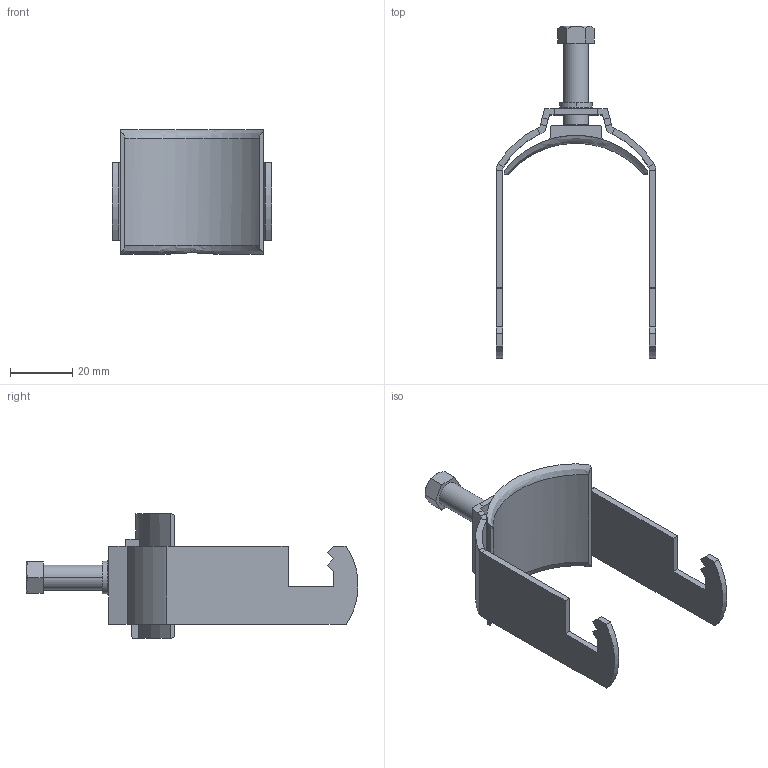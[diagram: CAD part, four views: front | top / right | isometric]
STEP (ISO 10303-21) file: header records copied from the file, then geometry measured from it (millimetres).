
FILE_DESCRIPTION (( 'STEP AP214' ), '1' );
FILE_NAME ('1169467.stp', '2020-03-11T07:52:17', ( '' ), ( '' ), 'SwSTEP 2.0', 'SolidWorks 2018', '' );
FILE_SCHEMA (( 'AUTOMOTIVE_DESIGN' ));
Length unit declared in the file: millimetre
Products named in the file (5): EB104-08-02_Standard; EB104-00-04_Standard; EB204-08-01_Standard; 1169467; EB104-00-03_Druckschraube - M8 x 26
Assembly tree (4 placements, depth 2):
  1169467
    EB204-08-01_Standard
    EB104-00-03_Druckschraube - M8 x 26
    EB104-00-04_Standard
    EB104-08-02_Standard
Bounding box: 51 x 106.42 x 40 mm (x, y, z)
Volume: 15608.5 mm3; surface area: 16475.3 mm2
Topology: 4 solids, 4 shells, 187 faces, 491 edges, 317 vertices
Faces by surface type: plane 147, cylinder 22, cone 10, torus 6, bspline 2
Entity records: 6240 total; most frequent: CARTESIAN_POINT 1413, ORIENTED_EDGE 978, DIRECTION 942, EDGE_CURVE 489, VECTOR 366, LINE 366, VERTEX_POINT 317, AXIS2_PLACEMENT_3D 288
